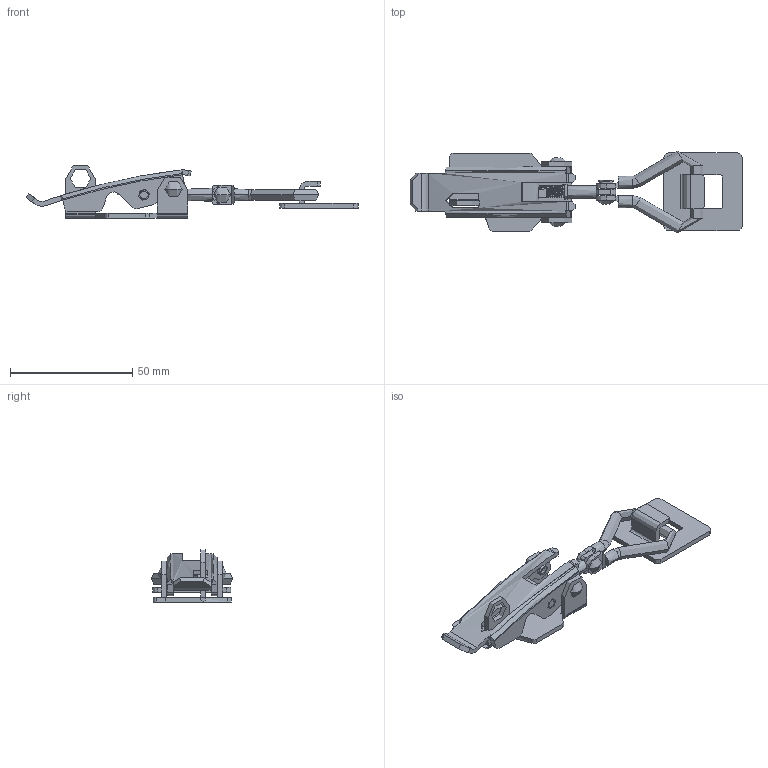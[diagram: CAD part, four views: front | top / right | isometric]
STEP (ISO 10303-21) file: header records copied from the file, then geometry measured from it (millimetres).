
FILE_DESCRIPTION(/* description */ (''),/* implementation_level */ '2;1');
FILE_NAME(/* name */ 'DK502',/* time_stamp */ '2024-10-21T09:51:35+08:00',/* author */ (''),/* organization */ (''),/* preprocessor_version */ 'ST-DEVELOPER v19.2',/* originating_system */ 'Rhino 8.5',/* authorisation */ '');
FILE_SCHEMA (('CONFIG_CONTROL_DESIGN'));
Length unit declared in the file: millimetre
Products named in the file (1): Document
Bounding box: 135.93 x 33.5 x 21.4 mm (x, y, z)
Volume: 10094.7 mm3
Topology: 9 solids, 11 shells, 404 faces, 1055 edges, 663 vertices
Faces by surface type: cylinder 215, plane 139, bspline 50
Entity records: 45771 total; most frequent: CARTESIAN_POINT 37496, ORIENTED_EDGE 2082, EDGE_CURVE 1042, DIRECTION 978, AXIS2_PLACEMENT_3D 665, VERTEX_POINT 664, B_SPLINE_CURVE_WITH_KNOTS 488, EDGE_LOOP 437
